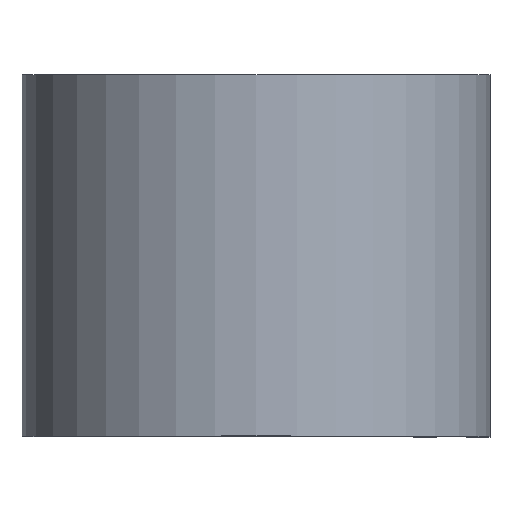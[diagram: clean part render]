
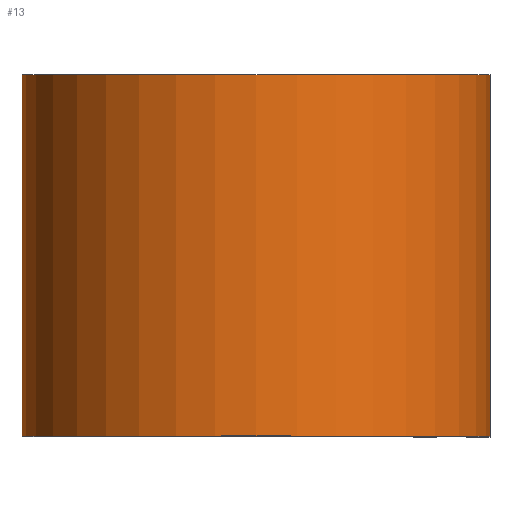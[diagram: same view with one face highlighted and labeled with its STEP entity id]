
A CAD part, top view. The second image highlights one B-rep face of the part: STEP entity #13.
In plain terms, the highlighted cylindrical face has radius 12.332 mm (diameter 24.663 mm), a partial arc.
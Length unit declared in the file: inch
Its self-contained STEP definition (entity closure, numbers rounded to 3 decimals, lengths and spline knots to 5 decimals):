
#4 = CARTESIAN_POINT ( 'NONE',  ( 0., -0.375, -0.4855 ) ) ;
#13 = ADVANCED_FACE ( 'NONE', ( #356 ), #414, .T. ) ;
#35 = VERTEX_POINT ( 'NONE', #570 ) ;
#85 = CARTESIAN_POINT ( 'NONE',  ( 0., 0.375, 0. ) ) ;
#96 = DIRECTION ( 'NONE',  ( 0., 1., 0. ) ) ;
#98 = DIRECTION ( 'NONE',  ( 1., 0., 0. ) ) ;
#135 = AXIS2_PLACEMENT_3D ( 'NONE', #312, #315, #317 ) ;
#144 = ORIENTED_EDGE ( 'NONE', *, *, #198, .T. ) ;
#150 = VECTOR ( 'NONE', #551, 39.37008 ) ;
#152 = LINE ( 'NONE', #293, #150 ) ;
#156 = CARTESIAN_POINT ( 'NONE',  ( 0., 0.375, -0.4855 ) ) ;
#198 = EDGE_CURVE ( 'NONE', #474, #462, #694, .T. ) ;
#201 = CIRCLE ( 'NONE', #408, 0.4855 ) ;
#217 = EDGE_LOOP ( 'NONE', ( #144, #380, #659, #268 ) ) ;
#268 = ORIENTED_EDGE ( 'NONE', *, *, #470, .T. ) ;
#293 = CARTESIAN_POINT ( 'NONE',  ( 0.4855, 0.375, 0. ) ) ;
#300 = CARTESIAN_POINT ( 'NONE',  ( 0.4855, -0.375, 0. ) ) ;
#312 = CARTESIAN_POINT ( 'NONE',  ( 0., -0.375, 0. ) ) ;
#315 = DIRECTION ( 'NONE',  ( 0., 1., 0. ) ) ;
#317 = DIRECTION ( 'NONE',  ( 1., 0., 0. ) ) ;
#328 = DIRECTION ( 'NONE',  ( 0., -1., 0. ) ) ;
#356 = FACE_OUTER_BOUND ( 'NONE', #217, .T. ) ;
#380 = ORIENTED_EDGE ( 'NONE', *, *, #394, .F. ) ;
#382 = CARTESIAN_POINT ( 'NONE',  ( 0., 0.375, 0. ) ) ;
#383 = DIRECTION ( 'NONE',  ( 0., 0., -1. ) ) ;
#394 = EDGE_CURVE ( 'NONE', #35, #462, #152, .T. ) ;
#408 = AXIS2_PLACEMENT_3D ( 'NONE', #85, #96, #98 ) ;
#414 = CYLINDRICAL_SURFACE ( 'NONE', #511, 0.4855 ) ;
#453 = DIRECTION ( 'NONE',  ( 0., -1., 0. ) ) ;
#462 = VERTEX_POINT ( 'NONE', #300 ) ;
#470 = EDGE_CURVE ( 'NONE', #590, #474, #705, .T. ) ;
#474 = VERTEX_POINT ( 'NONE', #4 ) ;
#511 = AXIS2_PLACEMENT_3D ( 'NONE', #382, #453, #383 ) ;
#551 = DIRECTION ( 'NONE',  ( 0., -1., 0. ) ) ;
#555 = CARTESIAN_POINT ( 'NONE',  ( 0., 0.375, -0.4855 ) ) ;
#570 = CARTESIAN_POINT ( 'NONE',  ( 0.4855, 0.375, 0. ) ) ;
#590 = VERTEX_POINT ( 'NONE', #555 ) ;
#659 = ORIENTED_EDGE ( 'NONE', *, *, #684, .F. ) ;
#684 = EDGE_CURVE ( 'NONE', #590, #35, #201, .T. ) ;
#694 = CIRCLE ( 'NONE', #135, 0.4855 ) ;
#705 = LINE ( 'NONE', #156, #718 ) ;
#718 = VECTOR ( 'NONE', #328, 39.37008 ) ;
